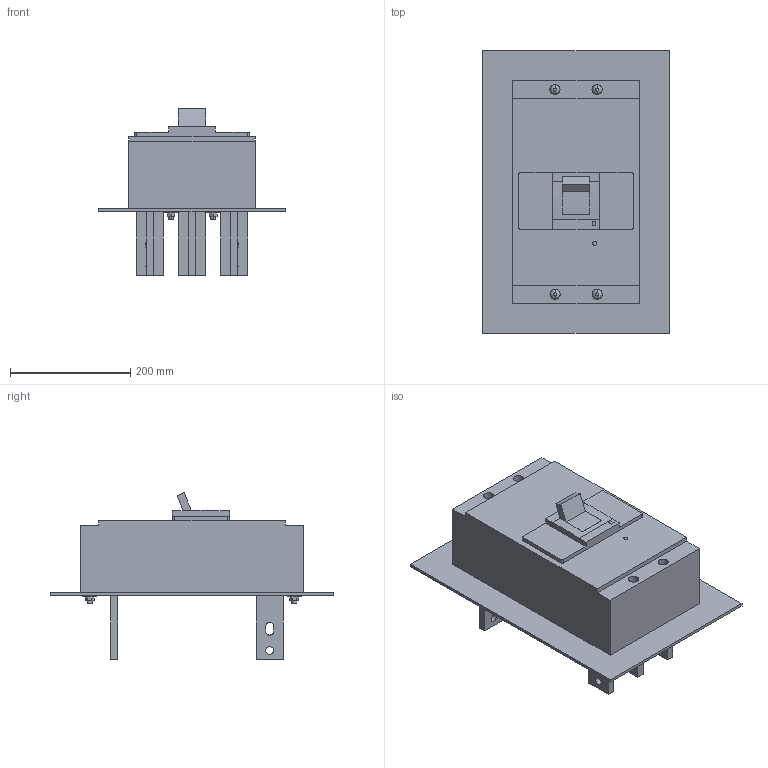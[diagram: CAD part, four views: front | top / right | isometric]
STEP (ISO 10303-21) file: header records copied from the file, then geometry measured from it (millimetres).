
FILE_DESCRIPTION(('CoCreate Modeling STEP Export'),'2;1');
FILE_NAME('Ｓ１２５０ＮＥ３Ｒ.stp','2016-03-31T13:27:06',(''),(''),'CoCreate Modeling STEP processor for AP214 (Solid Model)','CoCreate Modeling 17.0 01-Apr-2010 (C) Parametric Technology GmbH','');
FILE_SCHEMA(('AUTOMOTIVE_DESIGN { 1 0 10303 214 1 1 1 1 }'));
Length unit declared in the file: millimetre
Products named in the file (9): p5.3; p5.2; p5.1; p5; p4.1; p1; p3.2; p2; Ｓ１２５０ＮＥ３Ｒ
Assembly tree (14 placements, depth 2):
  Ｓ１２５０ＮＥ３Ｒ
    p3.2  x4
    p2
    p1
    p4.1  x4
    p5
    p5.1
    p5.2
    p5.3
Bounding box: 310 x 470 x 277.3 mm (x, y, z)
Volume: 10417159.4 mm3; surface area: 712688.3 mm2
Topology: 14 solids, 14 shells, 272 faces, 668 edges, 442 vertices
Faces by surface type: plane 162, cylinder 102, torus 8
Entity records: 6921 total; most frequent: ORIENTED_EDGE 1096, CARTESIAN_POINT 1010, DIRECTION 932, EDGE_CURVE 548, VERTEX_POINT 364, VECTOR 360, LINE 360, EDGE_LOOP 292
